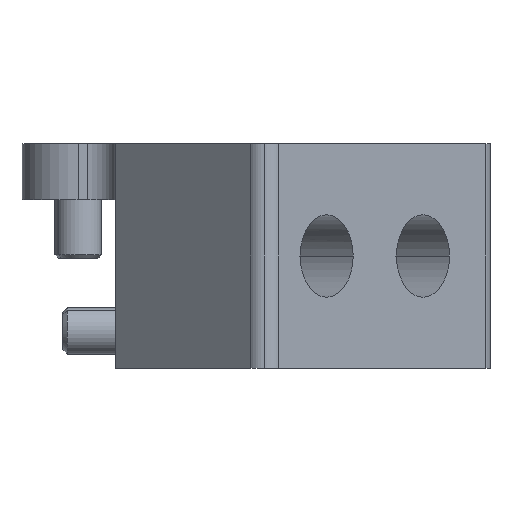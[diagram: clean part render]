
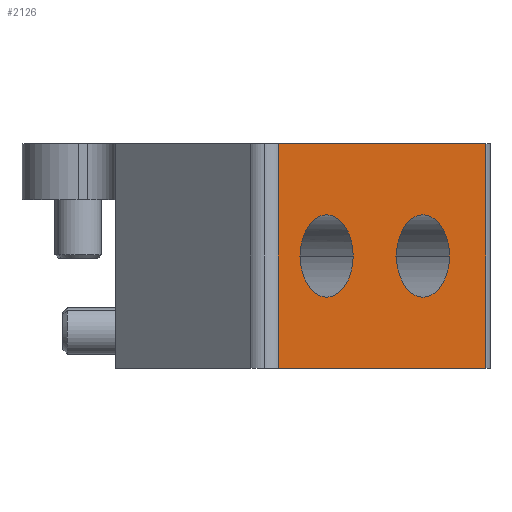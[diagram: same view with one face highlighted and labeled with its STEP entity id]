
A CAD part, left-side view. The second image highlights one B-rep face of the part: STEP entity #2126.
In plain terms, the highlighted planar face has unit normal (-0.643, -0.766, 0).
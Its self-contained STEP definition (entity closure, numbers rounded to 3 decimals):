
#27 = EDGE_CURVE ( 'NONE', #108, #3702, #2911, .T. ) ;
#108 = VERTEX_POINT ( 'NONE', #2925 ) ;
#158 = FACE_BOUND ( 'NONE', #191, .T. ) ;
#191 = EDGE_LOOP ( 'NONE', ( #2025, #588 ) ) ;
#197 = AXIS2_PLACEMENT_3D ( 'NONE', #3098, #3812, #1434 ) ;
#203 = AXIS2_PLACEMENT_3D ( 'NONE', #2782, #3764, #1062 ) ;
#348 = VECTOR ( 'NONE', #1157, 1000. ) ;
#414 = AXIS2_PLACEMENT_3D ( 'NONE', #1297, #951, #1890 ) ;
#498 = PLANE ( 'NONE',  #4272 ) ;
#588 = ORIENTED_EDGE ( 'NONE', *, *, #27, .F. ) ;
#677 = ORIENTED_EDGE ( 'NONE', *, *, #2881, .F. ) ;
#717 = LINE ( 'NONE', #740, #2815 ) ;
#740 = CARTESIAN_POINT ( 'NONE',  ( -18.398, -40., 24. ) ) ;
#883 = DIRECTION ( 'NONE',  ( 0.766, -0.643, 0. ) ) ;
#951 = DIRECTION ( 'NONE',  ( -0.643, -0.766, 0. ) ) ;
#1062 = DIRECTION ( 'NONE',  ( 0.766, -0.643, 0. ) ) ;
#1071 = FACE_BOUND ( 'NONE', #2375, .T. ) ;
#1094 = EDGE_CURVE ( 'NONE', #3518, #2809, #1287, .T. ) ;
#1098 = DIRECTION ( 'NONE',  ( -0.766, 0.643, 0. ) ) ;
#1120 = EDGE_CURVE ( 'NONE', #3641, #3014, #2155, .T. ) ;
#1157 = DIRECTION ( 'NONE',  ( 0., 0., -1. ) ) ;
#1162 = ORIENTED_EDGE ( 'NONE', *, *, #3317, .T. ) ;
#1180 = CARTESIAN_POINT ( 'NONE',  ( -18.956, -39.532, 24. ) ) ;
#1208 = AXIS2_PLACEMENT_3D ( 'NONE', #1400, #2716, #3072 ) ;
#1287 = CIRCLE ( 'NONE', #197, 4.4 ) ;
#1297 = CARTESIAN_POINT ( 'NONE',  ( -26.937, -32.835, 12. ) ) ;
#1331 = EDGE_CURVE ( 'NONE', #3702, #108, #4118, .T. ) ;
#1393 = CARTESIAN_POINT ( 'NONE',  ( -45.328, -17.403, 24. ) ) ;
#1400 = CARTESIAN_POINT ( 'NONE',  ( -26.937, -32.835, 12. ) ) ;
#1434 = DIRECTION ( 'NONE',  ( 0.766, -0.643, 0. ) ) ;
#1566 = ORIENTED_EDGE ( 'NONE', *, *, #1094, .F. ) ;
#1665 = CARTESIAN_POINT ( 'NONE',  ( -42.564, -19.722, 12. ) ) ;
#1693 = CARTESIAN_POINT ( 'NONE',  ( -35.823, -25.378, 12. ) ) ;
#1761 = EDGE_CURVE ( 'NONE', #3213, #3014, #717, .T. ) ;
#1823 = DIRECTION ( 'NONE',  ( 0., 0., 1. ) ) ;
#1890 = DIRECTION ( 'NONE',  ( 0.766, -0.643, 0. ) ) ;
#2025 = ORIENTED_EDGE ( 'NONE', *, *, #1331, .F. ) ;
#2071 = ORIENTED_EDGE ( 'NONE', *, *, #3566, .T. ) ;
#2076 = FACE_OUTER_BOUND ( 'NONE', #3037, .T. ) ;
#2126 = ADVANCED_FACE ( 'NONE', ( #158, #1071, #2076 ), #498, .F. ) ;
#2155 = LINE ( 'NONE', #1180, #3708 ) ;
#2206 = VECTOR ( 'NONE', #883, 1000. ) ;
#2375 = EDGE_LOOP ( 'NONE', ( #677, #1566 ) ) ;
#2716 = DIRECTION ( 'NONE',  ( -0.643, -0.766, 0. ) ) ;
#2782 = CARTESIAN_POINT ( 'NONE',  ( -39.194, -22.55, 12. ) ) ;
#2809 = VERTEX_POINT ( 'NONE', #1693 ) ;
#2815 = VECTOR ( 'NONE', #3074, 1000. ) ;
#2881 = EDGE_CURVE ( 'NONE', #2809, #3518, #3048, .T. ) ;
#2911 = CIRCLE ( 'NONE', #414, 4.4 ) ;
#2924 = CARTESIAN_POINT ( 'NONE',  ( -18.956, -39.532, 24. ) ) ;
#2925 = CARTESIAN_POINT ( 'NONE',  ( -30.308, -30.006, 12. ) ) ;
#3014 = VERTEX_POINT ( 'NONE', #2924 ) ;
#3037 = EDGE_LOOP ( 'NONE', ( #1162, #3571, #3130, #2071 ) ) ;
#3048 = CIRCLE ( 'NONE', #203, 4.4 ) ;
#3072 = DIRECTION ( 'NONE',  ( 0.766, -0.643, 0. ) ) ;
#3074 = DIRECTION ( 'NONE',  ( 0.766, -0.643, 0. ) ) ;
#3098 = CARTESIAN_POINT ( 'NONE',  ( -39.194, -22.55, 12. ) ) ;
#3130 = ORIENTED_EDGE ( 'NONE', *, *, #1761, .F. ) ;
#3212 = CARTESIAN_POINT ( 'NONE',  ( -18.956, -39.532, 0. ) ) ;
#3213 = VERTEX_POINT ( 'NONE', #4018 ) ;
#3317 = EDGE_CURVE ( 'NONE', #4030, #3641, #3476, .T. ) ;
#3476 = LINE ( 'NONE', #4163, #2206 ) ;
#3518 = VERTEX_POINT ( 'NONE', #1665 ) ;
#3566 = EDGE_CURVE ( 'NONE', #3213, #4030, #4032, .T. ) ;
#3571 = ORIENTED_EDGE ( 'NONE', *, *, #1120, .T. ) ;
#3641 = VERTEX_POINT ( 'NONE', #3212 ) ;
#3702 = VERTEX_POINT ( 'NONE', #3902 ) ;
#3708 = VECTOR ( 'NONE', #1823, 1000. ) ;
#3764 = DIRECTION ( 'NONE',  ( -0.643, -0.766, 0. ) ) ;
#3812 = DIRECTION ( 'NONE',  ( -0.643, -0.766, 0. ) ) ;
#3902 = CARTESIAN_POINT ( 'NONE',  ( -23.567, -35.663, 12. ) ) ;
#4018 = CARTESIAN_POINT ( 'NONE',  ( -45.328, -17.403, 24. ) ) ;
#4030 = VERTEX_POINT ( 'NONE', #4087 ) ;
#4032 = LINE ( 'NONE', #1393, #348 ) ;
#4074 = DIRECTION ( 'NONE',  ( 0.643, 0.766, 0. ) ) ;
#4087 = CARTESIAN_POINT ( 'NONE',  ( -45.328, -17.403, 0. ) ) ;
#4109 = CARTESIAN_POINT ( 'NONE',  ( -18.398, -40., 24. ) ) ;
#4118 = CIRCLE ( 'NONE', #1208, 4.4 ) ;
#4163 = CARTESIAN_POINT ( 'NONE',  ( -18.398, -40., 0. ) ) ;
#4272 = AXIS2_PLACEMENT_3D ( 'NONE', #4109, #4074, #1098 ) ;
